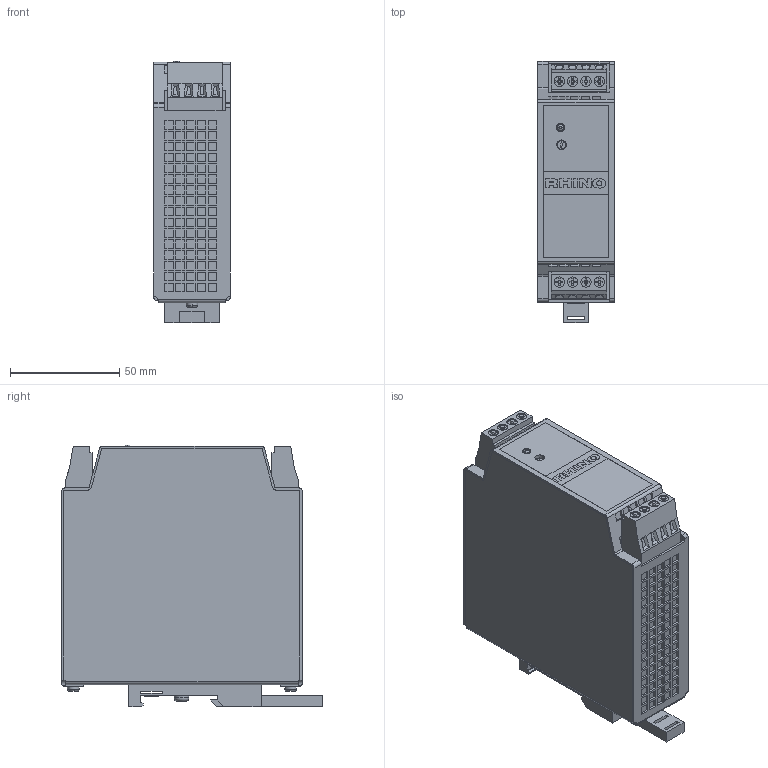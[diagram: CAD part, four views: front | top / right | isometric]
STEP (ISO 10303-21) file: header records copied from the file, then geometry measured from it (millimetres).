
FILE_DESCRIPTION (( 'STEP AP203' ), '1' );
FILE_NAME ('PSM24-REM360S.STEP', '2011-10-11T15:44:32', ( '.adc' ), ( '' ), 'SwSTEP 2.0', 'SolidWorks 2011', '' );
FILE_SCHEMA (( 'CONFIG_CONTROL_DESIGN' ));
Length unit declared in the file: inch
Products named in the file (1): PSM24-REM360S
Bounding box: 35.05 x 119.17 x 119.65 mm (x, y, z)
Volume: 417324.8 mm3; surface area: 49873.7 mm2
Topology: 1 solids, 1 shells, 1359 faces, 3439 edges, 2278 vertices
Faces by surface type: plane 1238, cylinder 59, cone 34, bspline 20, torus 8
Entity records: 41545 total; most frequent: CARTESIAN_POINT 8651, ORIENTED_EDGE 6878, DIRECTION 6249, EDGE_CURVE 3439, VECTOR 3137, LINE 3137, VERTEX_POINT 2278, EDGE_LOOP 1561
